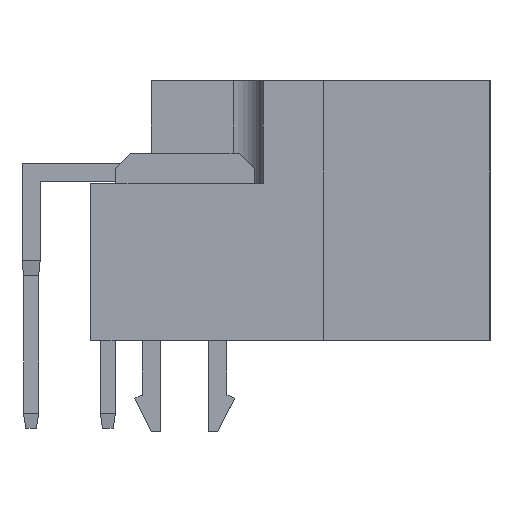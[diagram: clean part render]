
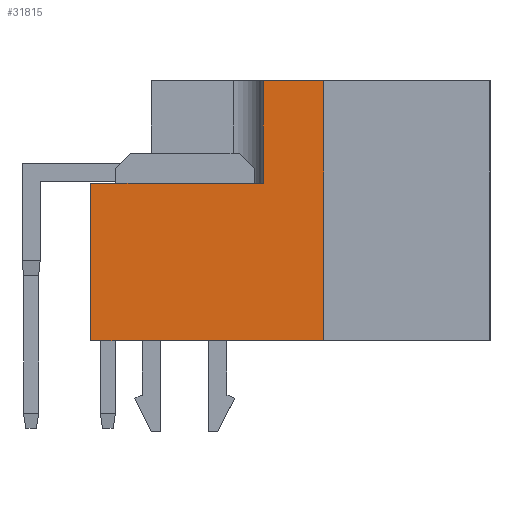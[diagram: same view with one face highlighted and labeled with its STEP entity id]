
A CAD part, left-side view. The second image highlights one B-rep face of the part: STEP entity #31815.
In plain terms, the highlighted planar face has unit normal (-1, 0, 0).
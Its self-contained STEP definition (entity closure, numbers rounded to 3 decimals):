
#941 = VERTEX_POINT('',#942);
#942 = CARTESIAN_POINT('',(-34.3,-1.1,0.));
#948 = EDGE_CURVE('',#949,#941,#951,.T.);
#949 = VERTEX_POINT('',#950);
#950 = CARTESIAN_POINT('',(-34.3,6.6,0.));
#951 = LINE('',#952,#953);
#952 = CARTESIAN_POINT('',(-34.3,6.1,0.));
#953 = VECTOR('',#954,1.);
#954 = DIRECTION('',(0.,-1.,0.));
#1889 = VERTEX_POINT('',#1890);
#1890 = CARTESIAN_POINT('',(-34.3,0.9,8.6));
#1896 = EDGE_CURVE('',#1897,#1889,#1899,.T.);
#1897 = VERTEX_POINT('',#1898);
#1898 = CARTESIAN_POINT('',(-34.3,-1.1,8.6));
#1899 = LINE('',#1900,#1901);
#1900 = CARTESIAN_POINT('',(-34.3,6.1,8.6));
#1901 = VECTOR('',#1902,1.);
#1902 = DIRECTION('',(0.,1.,0.));
#23475 = VERTEX_POINT('',#23476);
#23476 = CARTESIAN_POINT('',(-34.3,6.6,5.2));
#23482 = EDGE_CURVE('',#23483,#23475,#23485,.T.);
#23483 = VERTEX_POINT('',#23484);
#23484 = CARTESIAN_POINT('',(-34.3,0.9,5.2));
#23485 = LINE('',#23486,#23487);
#23486 = CARTESIAN_POINT('',(-34.3,6.1,5.2));
#23487 = VECTOR('',#23488,1.);
#23488 = DIRECTION('',(0.,1.,0.));
#31804 = EDGE_CURVE('',#23483,#1889,#31805,.T.);
#31805 = LINE('',#31806,#31807);
#31806 = CARTESIAN_POINT('',(-34.3,0.9,0.));
#31807 = VECTOR('',#31808,1.);
#31808 = DIRECTION('',(0.,0.,1.));
#31815 = ADVANCED_FACE('',(#31816),#31834,.T.);
#31816 = FACE_BOUND('',#31817,.T.);
#31817 = EDGE_LOOP('',(#31818,#31819,#31820,#31826,#31827,#31833));
#31818 = ORIENTED_EDGE('',*,*,#31804,.F.);
#31819 = ORIENTED_EDGE('',*,*,#23482,.T.);
#31820 = ORIENTED_EDGE('',*,*,#31821,.T.);
#31821 = EDGE_CURVE('',#23475,#949,#31822,.T.);
#31822 = LINE('',#31823,#31824);
#31823 = CARTESIAN_POINT('',(-34.3,6.6,0.));
#31824 = VECTOR('',#31825,1.);
#31825 = DIRECTION('',(0.,0.,-1.));
#31826 = ORIENTED_EDGE('',*,*,#948,.T.);
#31827 = ORIENTED_EDGE('',*,*,#31828,.F.);
#31828 = EDGE_CURVE('',#1897,#941,#31829,.T.);
#31829 = LINE('',#31830,#31831);
#31830 = CARTESIAN_POINT('',(-34.3,-1.1,0.));
#31831 = VECTOR('',#31832,1.);
#31832 = DIRECTION('',(0.,0.,-1.));
#31833 = ORIENTED_EDGE('',*,*,#1896,.T.);
#31834 = PLANE('',#31835);
#31835 = AXIS2_PLACEMENT_3D('',#31836,#31837,#31838);
#31836 = CARTESIAN_POINT('',(-34.3,6.1,0.));
#31837 = DIRECTION('',(-1.,0.,0.));
#31838 = DIRECTION('',(0.,0.,1.));
